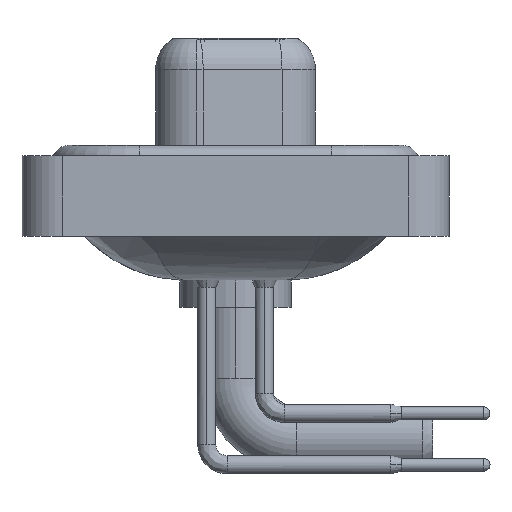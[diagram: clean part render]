
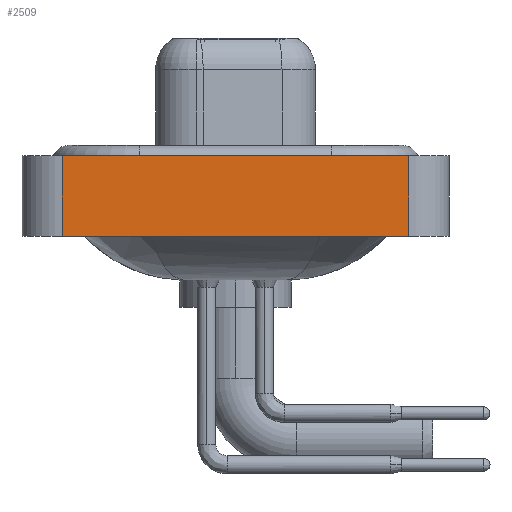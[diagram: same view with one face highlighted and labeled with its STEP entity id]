
A CAD part, left-side view. The second image highlights one B-rep face of the part: STEP entity #2509.
In plain terms, the highlighted planar face has unit normal (-1, 0, 0).
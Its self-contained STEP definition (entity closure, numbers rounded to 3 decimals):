
#10 = LINE ( 'NONE', #16599, #2951 ) ;
#17 = FACE_OUTER_BOUND ( 'NONE', #6504, .T. ) ;
#2267 = CARTESIAN_POINT ( 'NONE',  ( -7.25, -8.55, -3.6 ) ) ;
#2509 = ADVANCED_FACE ( 'NONE', ( #17 ), #9074, .T. ) ;
#2761 = DIRECTION ( 'NONE',  ( 0., 0., 1. ) ) ;
#2951 = VECTOR ( 'NONE', #7453, 1000. ) ;
#3167 = AXIS2_PLACEMENT_3D ( 'NONE', #13698, #7257, #8869 ) ;
#4895 = ORIENTED_EDGE ( 'NONE', *, *, #18845, .F. ) ;
#5163 = VECTOR ( 'NONE', #17517, 1000. ) ;
#5583 = LINE ( 'NONE', #16444, #10640 ) ;
#5738 = CARTESIAN_POINT ( 'NONE',  ( -7.25, 8.55, -3.6 ) ) ;
#5968 = ORIENTED_EDGE ( 'NONE', *, *, #11724, .T. ) ;
#6021 = EDGE_CURVE ( 'NONE', #7534, #17599, #8165, .T. ) ;
#6504 = EDGE_LOOP ( 'NONE', ( #18476, #4895, #12776, #5968 ) ) ;
#7257 = DIRECTION ( 'NONE',  ( -1., 0., 0. ) ) ;
#7453 = DIRECTION ( 'NONE',  ( 0., -1., 0. ) ) ;
#7534 = VERTEX_POINT ( 'NONE', #5738 ) ;
#7991 = LINE ( 'NONE', #2267, #14208 ) ;
#8165 = LINE ( 'NONE', #14200, #5163 ) ;
#8869 = DIRECTION ( 'NONE',  ( 0., 0., 1. ) ) ;
#9074 = PLANE ( 'NONE',  #3167 ) ;
#10640 = VECTOR ( 'NONE', #2761, 1000. ) ;
#11724 = EDGE_CURVE ( 'NONE', #7534, #14421, #7991, .T. ) ;
#12776 = ORIENTED_EDGE ( 'NONE', *, *, #6021, .F. ) ;
#13201 = EDGE_CURVE ( 'NONE', #14421, #17176, #5583, .T. ) ;
#13698 = CARTESIAN_POINT ( 'NONE',  ( -7.25, -8.55, -3.6 ) ) ;
#13800 = CARTESIAN_POINT ( 'NONE',  ( -7.25, -8.55, 0.4 ) ) ;
#14200 = CARTESIAN_POINT ( 'NONE',  ( -7.25, 8.55, -3.6 ) ) ;
#14208 = VECTOR ( 'NONE', #18762, 1000. ) ;
#14421 = VERTEX_POINT ( 'NONE', #17210 ) ;
#16444 = CARTESIAN_POINT ( 'NONE',  ( -7.25, -8.55, -3.6 ) ) ;
#16599 = CARTESIAN_POINT ( 'NONE',  ( -7.25, -8.55, 0.4 ) ) ;
#17176 = VERTEX_POINT ( 'NONE', #13800 ) ;
#17210 = CARTESIAN_POINT ( 'NONE',  ( -7.25, -8.55, -3.6 ) ) ;
#17517 = DIRECTION ( 'NONE',  ( 0., 0., 1. ) ) ;
#17599 = VERTEX_POINT ( 'NONE', #19704 ) ;
#18476 = ORIENTED_EDGE ( 'NONE', *, *, #13201, .T. ) ;
#18762 = DIRECTION ( 'NONE',  ( 0., -1., 0. ) ) ;
#18845 = EDGE_CURVE ( 'NONE', #17599, #17176, #10, .T. ) ;
#19704 = CARTESIAN_POINT ( 'NONE',  ( -7.25, 8.55, 0.4 ) ) ;
